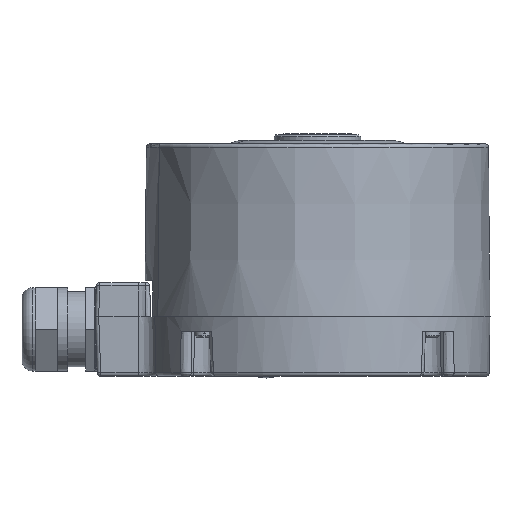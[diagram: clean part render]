
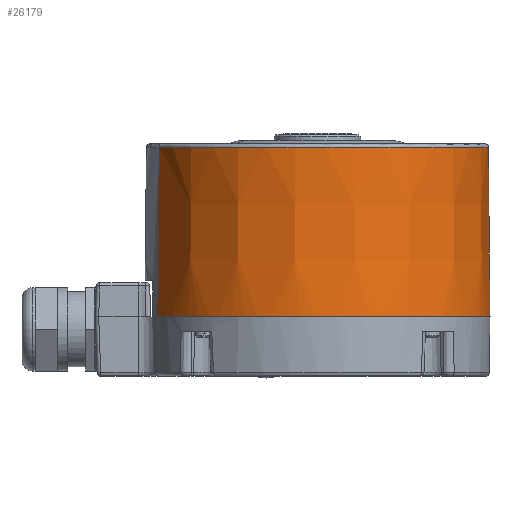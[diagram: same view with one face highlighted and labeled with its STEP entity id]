
A CAD part, left-side view. The second image highlights one B-rep face of the part: STEP entity #26179.
In plain terms, the highlighted conical face has half-angle 0.5 degrees and reference radius 49.531 mm.
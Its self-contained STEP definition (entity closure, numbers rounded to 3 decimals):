
#8542=DIRECTION('',(0.003,-0.008,-1.));
#8543=VECTOR('',#8542,48.811);
#8544=CARTESIAN_POINT('',(18.873,-45.564,
-38.591));
#8545=LINE('',#8544,#8543);
#8575=DIRECTION('',(-0.003,0.008,-1.));
#8576=VECTOR('',#8575,48.811);
#8577=CARTESIAN_POINT('',(-18.873,45.564,
-38.591));
#8578=LINE('',#8577,#8576);
#8587=CARTESIAN_POINT('',(0.,0.,-87.4));
#8588=DIRECTION('',(0.,0.,-1.));
#8589=DIRECTION('',(0.383,-0.924,0.));
#8590=AXIS2_PLACEMENT_3D('',#8587,#8588,#8589);
#8592=CARTESIAN_POINT('',(0.,0.,-38.591));
#8593=DIRECTION('',(0.,0.,1.));
#8594=DIRECTION('',(-0.383,0.924,0.));
#8595=AXIS2_PLACEMENT_3D('',#8592,#8593,#8594);
#14784=CARTESIAN_POINT('',(-18.873,45.564,
-38.591));
#14785=CARTESIAN_POINT('',(18.873,-45.564,
-38.591));
#14786=VERTEX_POINT('',#14784);
#14787=VERTEX_POINT('',#14785);
#16661=CARTESIAN_POINT('',(19.036,-45.957,
-87.4));
#16662=CARTESIAN_POINT('',(-19.036,45.957,
-87.4));
#16663=VERTEX_POINT('',#16661);
#16664=VERTEX_POINT('',#16662);
#26168=CARTESIAN_POINT('',(0.,0.,-62.996));
#26169=DIRECTION('',(0.,0.,-1.));
#26170=DIRECTION('',(0.383,-0.924,0.));
#26171=AXIS2_PLACEMENT_3D('',#26168,#26169,#26170);
#26172=CONICAL_SURFACE('',#26171,49.531,0.5);
#26173=ORIENTED_EDGE('',*,*,#18982,.T.);
#26174=ORIENTED_EDGE('',*,*,#26140,.F.);
#26175=ORIENTED_EDGE('',*,*,#26108,.T.);
#26176=ORIENTED_EDGE('',*,*,#26131,.T.);
#26177=EDGE_LOOP('',(#26173,#26174,#26175,#26176));
#26178=FACE_OUTER_BOUND('',#26177,.F.);
#8591=CIRCLE('',#8590,49.744);
#8596=CIRCLE('',#8595,49.318);
#18982=EDGE_CURVE('',#16663,#16664,#8591,.T.);
#26108=EDGE_CURVE('',#14786,#14787,#8596,.T.);
#26131=EDGE_CURVE('',#14787,#16663,#8545,.T.);
#26140=EDGE_CURVE('',#14786,#16664,#8578,.T.);
#26179=ADVANCED_FACE('',(#26178),#26172,.T.);
